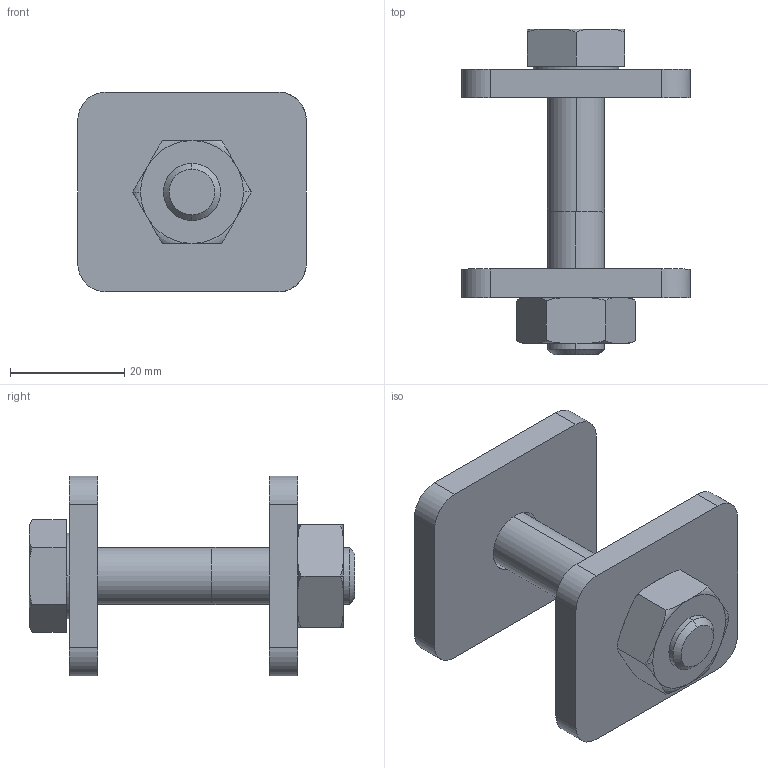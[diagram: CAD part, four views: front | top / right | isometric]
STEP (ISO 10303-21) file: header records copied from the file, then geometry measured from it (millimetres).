
FILE_DESCRIPTION (( 'STEP AP214' ), '1' );
FILE_NAME ('Plates_Bolt.STEP', '2020-02-16T21:21:49', ( '' ), ( '' ), '', '', '' );
FILE_SCHEMA (( 'AUTOMOTIVE_DESIGN' ));
Length unit declared in the file: millimetre
Products named in the file (4): Plates_Bolt; Plates.step; Nut.step; Bolt.step
Assembly tree (3 placements, depth 2):
  Plates_Bolt
    Plates.step
    Nut.step
    Bolt.step
Bounding box: 40 x 57 x 35 mm (x, y, z)
Volume: 20072.8 mm3; surface area: 10645.8 mm2
Topology: 5 solids, 5 shells, 76 faces, 170 edges, 106 vertices
Faces by surface type: plane 32, torus 22, cylinder 20, cone 2
Entity records: 3298 total; most frequent: CARTESIAN_POINT 1526, ORIENTED_EDGE 340, DIRECTION 308, EDGE_CURVE 170, AXIS2_PLACEMENT_3D 122, VERTEX_POINT 106, EDGE_LOOP 84, FACE_OUTER_BOUND 76
